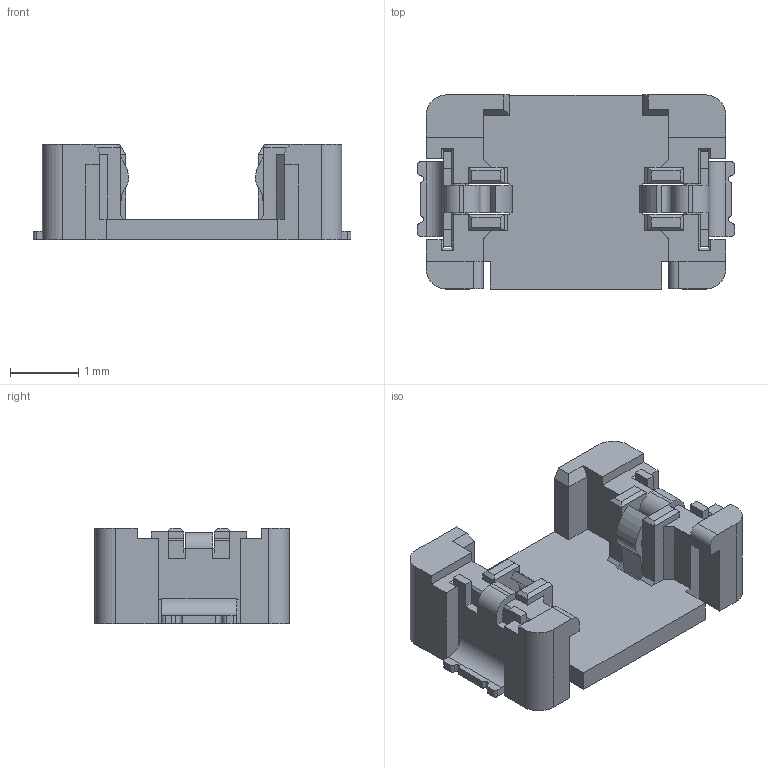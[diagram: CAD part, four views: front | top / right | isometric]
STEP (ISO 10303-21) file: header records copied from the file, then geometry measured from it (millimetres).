
FILE_DESCRIPTION((''),'2;1');
FILE_NAME('C-1981813-1','2008-01-22T',('workeradm'),('Tyco Electronics Corporation'),'PRO/ENGINEER BY PARAMETRIC TECHNOLOGY CORPORATION, 2005450','PRO/ENGINEER BY PARAMETRIC TECHNOLOGY CORPORATION, 2005450','');
FILE_SCHEMA(('CONFIG_CONTROL_DESIGN', 'GEOMETRIC_VALIDATION_PROPERTIES_MIM'));
Length unit declared in the file: millimetre
Products named in the file (1): C-1981813-1
Bounding box: 4.66 x 2.85 x 1.4 mm (x, y, z)
Volume: 8.1 mm3; surface area: 60 mm2
Topology: 1 solids, 1 shells, 232 faces, 672 edges, 432 vertices
Faces by surface type: plane 188, cylinder 44
Entity records: 7653 total; most frequent: ORIENTED_EDGE 1344, CARTESIAN_POINT 1337, DIRECTION 1224, EDGE_CURVE 672, VECTOR 584, LINE 584, VERTEX_POINT 432, AXIS2_PLACEMENT_3D 320
